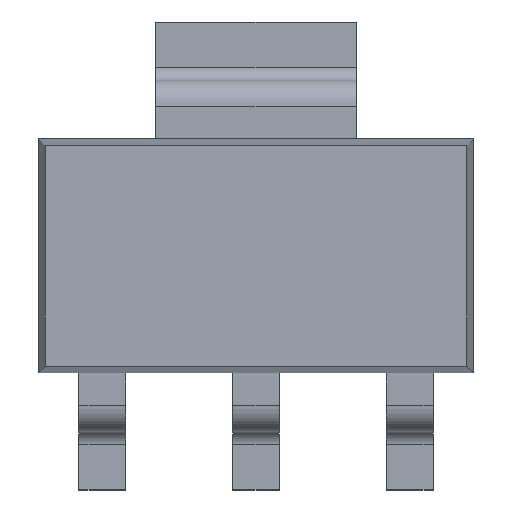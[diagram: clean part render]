
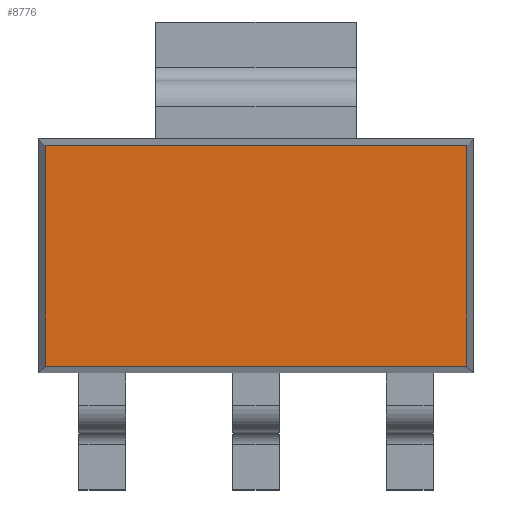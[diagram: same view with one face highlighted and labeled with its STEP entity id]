
A CAD part, top view. The second image highlights one B-rep face of the part: STEP entity #8776.
In plain terms, the highlighted planar face has unit normal (0, 0, 1).
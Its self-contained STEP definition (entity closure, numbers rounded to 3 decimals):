
#8161 = PLANE('',#8162);
#8162 = AXIS2_PLACEMENT_3D('',#8163,#8164,#8165);
#8163 = CARTESIAN_POINT('',(-3.25,1.7,1.2));
#8164 = DIRECTION('',(0.,0.992,0.124)
  );
#8165 = DIRECTION('',(-1.,0.,0.));
#8274 = PLANE('',#8275);
#8275 = AXIS2_PLACEMENT_3D('',#8276,#8277,#8278);
#8276 = CARTESIAN_POINT('',(-3.2,-1.75,1.2));
#8277 = DIRECTION('',(-0.992,0.,0.124
    ));
#8278 = DIRECTION('',(0.,-1.,0.));
#8398 = VERTEX_POINT('',#8399);
#8399 = CARTESIAN_POINT('',(-3.15,1.65,1.6));
#8422 = VERTEX_POINT('',#8423);
#8423 = CARTESIAN_POINT('',(3.15,1.65,1.6));
#8437 = PLANE('',#8438);
#8438 = AXIS2_PLACEMENT_3D('',#8439,#8440,#8441);
#8439 = CARTESIAN_POINT('',(3.2,1.75,1.2));
#8440 = DIRECTION('',(0.992,0.,0.124)
  );
#8441 = DIRECTION('',(0.,1.,0.));
#8449 = EDGE_CURVE('',#8398,#8422,#8450,.T.);
#8450 = SURFACE_CURVE('',#8451,(#8455,#8462),.PCURVE_S1.);
#8451 = LINE('',#8452,#8453);
#8452 = CARTESIAN_POINT('',(-3.25,1.65,1.6));
#8453 = VECTOR('',#8454,1.);
#8454 = DIRECTION('',(1.,0.,0.));
#8455 = PCURVE('',#8161,#8456);
#8456 = DEFINITIONAL_REPRESENTATION('',(#8457),#8461);
#8457 = LINE('',#8458,#8459);
#8458 = CARTESIAN_POINT('',(0.,0.403));
#8459 = VECTOR('',#8460,1.);
#8460 = DIRECTION('',(-1.,0.));
#8461 = ( GEOMETRIC_REPRESENTATION_CONTEXT(2) 
PARAMETRIC_REPRESENTATION_CONTEXT() REPRESENTATION_CONTEXT('2D SPACE',''
  ) );
#8462 = PCURVE('',#8463,#8468);
#8463 = PLANE('',#8464);
#8464 = AXIS2_PLACEMENT_3D('',#8465,#8466,#8467);
#8465 = CARTESIAN_POINT('',(-3.25,1.75,1.6));
#8466 = DIRECTION('',(0.,0.,1.));
#8467 = DIRECTION('',(1.,0.,0.));
#8468 = DEFINITIONAL_REPRESENTATION('',(#8469),#8473);
#8469 = LINE('',#8470,#8471);
#8470 = CARTESIAN_POINT('',(0.,-0.1));
#8471 = VECTOR('',#8472,1.);
#8472 = DIRECTION('',(1.,0.));
#8473 = ( GEOMETRIC_REPRESENTATION_CONTEXT(2) 
PARAMETRIC_REPRESENTATION_CONTEXT() REPRESENTATION_CONTEXT('2D SPACE',''
  ) );
#8564 = PLANE('',#8565);
#8565 = AXIS2_PLACEMENT_3D('',#8566,#8567,#8568);
#8566 = CARTESIAN_POINT('',(3.25,-1.7,1.2));
#8567 = DIRECTION('',(0.,-0.992,0.124)
  );
#8568 = DIRECTION('',(1.,0.,0.));
#8656 = VERTEX_POINT('',#8657);
#8657 = CARTESIAN_POINT('',(-3.15,-1.65,1.6));
#8680 = EDGE_CURVE('',#8656,#8398,#8681,.T.);
#8681 = SURFACE_CURVE('',#8682,(#8686,#8693),.PCURVE_S1.);
#8682 = LINE('',#8683,#8684);
#8683 = CARTESIAN_POINT('',(-3.15,-1.75,1.6));
#8684 = VECTOR('',#8685,1.);
#8685 = DIRECTION('',(0.,1.,0.));
#8686 = PCURVE('',#8274,#8687);
#8687 = DEFINITIONAL_REPRESENTATION('',(#8688),#8692);
#8688 = LINE('',#8689,#8690);
#8689 = CARTESIAN_POINT('',(0.,0.403));
#8690 = VECTOR('',#8691,1.);
#8691 = DIRECTION('',(-1.,0.));
#8692 = ( GEOMETRIC_REPRESENTATION_CONTEXT(2) 
PARAMETRIC_REPRESENTATION_CONTEXT() REPRESENTATION_CONTEXT('2D SPACE',''
  ) );
#8693 = PCURVE('',#8463,#8694);
#8694 = DEFINITIONAL_REPRESENTATION('',(#8695),#8699);
#8695 = LINE('',#8696,#8697);
#8696 = CARTESIAN_POINT('',(0.1,-3.5));
#8697 = VECTOR('',#8698,1.);
#8698 = DIRECTION('',(0.,1.));
#8699 = ( GEOMETRIC_REPRESENTATION_CONTEXT(2) 
PARAMETRIC_REPRESENTATION_CONTEXT() REPRESENTATION_CONTEXT('2D SPACE',''
  ) );
#8776 = ADVANCED_FACE('',(#8777),#8463,.T.);
#8777 = FACE_BOUND('',#8778,.T.);
#8778 = EDGE_LOOP('',(#8779,#8780,#8781,#8804));
#8779 = ORIENTED_EDGE('',*,*,#8449,.F.);
#8780 = ORIENTED_EDGE('',*,*,#8680,.F.);
#8781 = ORIENTED_EDGE('',*,*,#8782,.F.);
#8782 = EDGE_CURVE('',#8783,#8656,#8785,.T.);
#8783 = VERTEX_POINT('',#8784);
#8784 = CARTESIAN_POINT('',(3.15,-1.65,1.6));
#8785 = SURFACE_CURVE('',#8786,(#8790,#8797),.PCURVE_S1.);
#8786 = LINE('',#8787,#8788);
#8787 = CARTESIAN_POINT('',(3.25,-1.65,1.6));
#8788 = VECTOR('',#8789,1.);
#8789 = DIRECTION('',(-1.,0.,0.));
#8790 = PCURVE('',#8463,#8791);
#8791 = DEFINITIONAL_REPRESENTATION('',(#8792),#8796);
#8792 = LINE('',#8793,#8794);
#8793 = CARTESIAN_POINT('',(6.5,-3.4));
#8794 = VECTOR('',#8795,1.);
#8795 = DIRECTION('',(-1.,0.));
#8796 = ( GEOMETRIC_REPRESENTATION_CONTEXT(2) 
PARAMETRIC_REPRESENTATION_CONTEXT() REPRESENTATION_CONTEXT('2D SPACE',''
  ) );
#8797 = PCURVE('',#8564,#8798);
#8798 = DEFINITIONAL_REPRESENTATION('',(#8799),#8803);
#8799 = LINE('',#8800,#8801);
#8800 = CARTESIAN_POINT('',(0.,0.403));
#8801 = VECTOR('',#8802,1.);
#8802 = DIRECTION('',(-1.,0.));
#8803 = ( GEOMETRIC_REPRESENTATION_CONTEXT(2) 
PARAMETRIC_REPRESENTATION_CONTEXT() REPRESENTATION_CONTEXT('2D SPACE',''
  ) );
#8804 = ORIENTED_EDGE('',*,*,#8805,.F.);
#8805 = EDGE_CURVE('',#8422,#8783,#8806,.T.);
#8806 = SURFACE_CURVE('',#8807,(#8811,#8818),.PCURVE_S1.);
#8807 = LINE('',#8808,#8809);
#8808 = CARTESIAN_POINT('',(3.15,1.75,1.6));
#8809 = VECTOR('',#8810,1.);
#8810 = DIRECTION('',(0.,-1.,0.));
#8811 = PCURVE('',#8463,#8812);
#8812 = DEFINITIONAL_REPRESENTATION('',(#8813),#8817);
#8813 = LINE('',#8814,#8815);
#8814 = CARTESIAN_POINT('',(6.4,0.));
#8815 = VECTOR('',#8816,1.);
#8816 = DIRECTION('',(0.,-1.));
#8817 = ( GEOMETRIC_REPRESENTATION_CONTEXT(2) 
PARAMETRIC_REPRESENTATION_CONTEXT() REPRESENTATION_CONTEXT('2D SPACE',''
  ) );
#8818 = PCURVE('',#8437,#8819);
#8819 = DEFINITIONAL_REPRESENTATION('',(#8820),#8824);
#8820 = LINE('',#8821,#8822);
#8821 = CARTESIAN_POINT('',(0.,0.403));
#8822 = VECTOR('',#8823,1.);
#8823 = DIRECTION('',(-1.,0.));
#8824 = ( GEOMETRIC_REPRESENTATION_CONTEXT(2) 
PARAMETRIC_REPRESENTATION_CONTEXT() REPRESENTATION_CONTEXT('2D SPACE',''
  ) );
